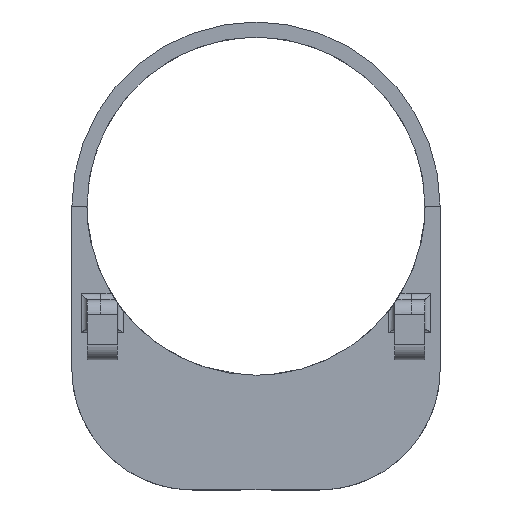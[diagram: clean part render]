
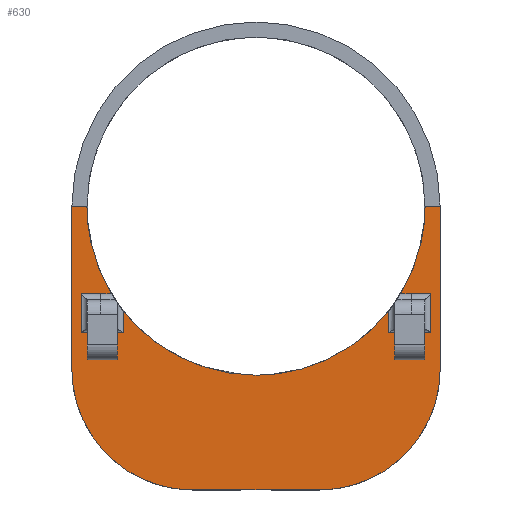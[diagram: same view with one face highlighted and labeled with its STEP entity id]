
A CAD part, top view. The second image highlights one B-rep face of the part: STEP entity #630.
In plain terms, the highlighted planar face has unit normal (0, -0.001, 1).
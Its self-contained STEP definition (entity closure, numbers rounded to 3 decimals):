
#32=CARTESIAN_POINT('',(-0.,-27.737,-1.217));
#33=VERTEX_POINT('',#32);
#42=CARTESIAN_POINT('',(21.952,-17.117,-1.206));
#43=VERTEX_POINT('',#42);
#44=CARTESIAN_POINT('',(0.,0.263,-1.188));
#45=DIRECTION('',(-0.,0.001,-1.));
#46=DIRECTION('',(0.,1.,0.001));
#47=AXIS2_PLACEMENT_3D('',#44,#45,#46);
#48=ELLIPSE('',#47,28.,28.);
#49=EDGE_CURVE('',#43,#33,#48,.T.);
#51=CARTESIAN_POINT('',(23.942,-14.255,-1.203));
#52=VERTEX_POINT('',#51);
#60=CARTESIAN_POINT('',(28.,0.271,-1.188));
#61=VERTEX_POINT('',#60);
#62=CARTESIAN_POINT('',(0.,0.263,-1.188));
#63=DIRECTION('',(-0.,-0.001,1.));
#64=DIRECTION('',(0.,1.,0.001));
#65=AXIS2_PLACEMENT_3D('',#62,#63,#64);
#66=ELLIPSE('',#65,28.,28.);
#67=EDGE_CURVE('',#52,#61,#66,.T.);
#86=CARTESIAN_POINT('',(-28.,0.271,-1.188));
#87=VERTEX_POINT('',#86);
#94=CARTESIAN_POINT('',(-23.942,-14.255,-1.203));
#95=VERTEX_POINT('',#94);
#96=CARTESIAN_POINT('',(0.,0.263,-1.188));
#97=DIRECTION('',(-0.,0.001,-1.));
#98=DIRECTION('',(0.,1.,0.001));
#99=AXIS2_PLACEMENT_3D('',#96,#97,#98);
#100=ELLIPSE('',#99,28.,28.);
#101=EDGE_CURVE('',#95,#87,#100,.T.);
#103=CARTESIAN_POINT('',(-21.952,-17.117,-1.206));
#104=VERTEX_POINT('',#103);
#112=CARTESIAN_POINT('',(0.,0.263,-1.188));
#113=DIRECTION('',(-0.,0.001,-1.));
#114=DIRECTION('',(0.,1.,0.001));
#115=AXIS2_PLACEMENT_3D('',#112,#113,#114);
#116=ELLIPSE('',#115,28.,28.);
#117=EDGE_CURVE('',#33,#104,#116,.T.);
#310=CARTESIAN_POINT('',(10.5,-46.737,-1.237));
#311=VERTEX_POINT('',#310);
#312=CARTESIAN_POINT('',(-10.5,-46.737,-1.237));
#313=VERTEX_POINT('',#312);
#314=CARTESIAN_POINT('',(10.5,-46.737,-1.237));
#315=DIRECTION('',(-1.,0.,0.));
#316=VECTOR('',#315,21.);
#317=LINE('',#314,#316);
#318=EDGE_CURVE('',#311,#313,#317,.T.);
#496=CARTESIAN_POINT('',(-46.5,-29.733,-1.219));
#497=DIRECTION('',(0.,-0.001,1.));
#498=DIRECTION('',(0.,-1.,-0.001));
#499=AXIS2_PLACEMENT_3D('',#496,#497,#498);
#500=PLANE('',#499);
#501=CARTESIAN_POINT('',(-30.5,0.271,-1.188));
#502=VERTEX_POINT('',#501);
#503=CARTESIAN_POINT('',(-30.5,-26.737,-1.216));
#504=VERTEX_POINT('',#503);
#505=CARTESIAN_POINT('',(-30.5,0.271,-1.188));
#506=DIRECTION('',(0.,-1.,-0.001));
#507=VECTOR('',#506,27.008);
#508=LINE('',#505,#507);
#509=EDGE_CURVE('',#502,#504,#508,.T.);
#510=ORIENTED_EDGE('',*,*,#509,.T.);
#511=CARTESIAN_POINT('',(-10.5,-26.737,-1.216));
#512=DIRECTION('',(0.,-0.001,1.));
#513=DIRECTION('',(0.,-1.,-0.001));
#514=AXIS2_PLACEMENT_3D('',#511,#512,#513);
#515=ELLIPSE('',#514,20.,20.);
#516=EDGE_CURVE('',#504,#313,#515,.T.);
#517=ORIENTED_EDGE('',*,*,#516,.T.);
#518=ORIENTED_EDGE('',*,*,#318,.F.);
#519=CARTESIAN_POINT('',(30.5,-26.737,-1.216));
#520=VERTEX_POINT('',#519);
#521=CARTESIAN_POINT('',(10.5,-26.737,-1.216));
#522=DIRECTION('',(0.,0.001,-1.));
#523=DIRECTION('',(0.,-1.,-0.001));
#524=AXIS2_PLACEMENT_3D('',#521,#522,#523);
#525=ELLIPSE('',#524,20.,20.);
#526=EDGE_CURVE('',#520,#311,#525,.T.);
#527=ORIENTED_EDGE('',*,*,#526,.F.);
#528=CARTESIAN_POINT('',(30.5,0.271,-1.188));
#529=VERTEX_POINT('',#528);
#530=CARTESIAN_POINT('',(30.5,0.271,-1.188));
#531=DIRECTION('',(0.,-1.,-0.001));
#532=VECTOR('',#531,27.008);
#533=LINE('',#530,#532);
#534=EDGE_CURVE('',#529,#520,#533,.T.);
#535=ORIENTED_EDGE('',*,*,#534,.F.);
#536=CARTESIAN_POINT('',(30.5,0.271,-1.188));
#537=DIRECTION('',(-1.,0.,0.));
#538=VECTOR('',#537,2.5);
#539=LINE('',#536,#538);
#540=EDGE_CURVE('',#529,#61,#539,.T.);
#541=ORIENTED_EDGE('',*,*,#540,.T.);
#542=ORIENTED_EDGE('',*,*,#67,.F.);
#543=CARTESIAN_POINT('',(25.764,-14.229,-1.203));
#544=VERTEX_POINT('',#543);
#545=CARTESIAN_POINT('',(25.764,-14.229,-1.203));
#546=DIRECTION('',(-1.,-0.014,0.));
#547=VECTOR('',#546,1.822);
#548=LINE('',#545,#547);
#549=EDGE_CURVE('',#544,#52,#548,.T.);
#550=ORIENTED_EDGE('',*,*,#549,.F.);
#551=CARTESIAN_POINT('',(28.952,-14.229,-1.203));
#552=VERTEX_POINT('',#551);
#553=CARTESIAN_POINT('',(28.952,-14.229,-1.203));
#554=DIRECTION('',(-1.,0.,0.));
#555=VECTOR('',#554,3.189);
#556=LINE('',#553,#555);
#557=EDGE_CURVE('',#552,#544,#556,.T.);
#558=ORIENTED_EDGE('',*,*,#557,.F.);
#559=CARTESIAN_POINT('',(28.952,-20.694,-1.209));
#560=VERTEX_POINT('',#559);
#561=CARTESIAN_POINT('',(28.952,-20.694,-1.209));
#562=DIRECTION('',(-0.,1.,0.001));
#563=VECTOR('',#562,6.465);
#564=LINE('',#561,#563);
#565=EDGE_CURVE('',#560,#552,#564,.T.);
#566=ORIENTED_EDGE('',*,*,#565,.F.);
#567=CARTESIAN_POINT('',(21.952,-20.694,-1.209));
#568=VERTEX_POINT('',#567);
#569=CARTESIAN_POINT('',(21.952,-20.694,-1.209));
#570=DIRECTION('',(1.,-0.,-0.));
#571=VECTOR('',#570,7.);
#572=LINE('',#569,#571);
#573=EDGE_CURVE('',#568,#560,#572,.T.);
#574=ORIENTED_EDGE('',*,*,#573,.F.);
#575=CARTESIAN_POINT('',(21.952,-17.117,-1.206));
#576=DIRECTION('',(0.,-1.,-0.001));
#577=VECTOR('',#576,3.576);
#578=LINE('',#575,#577);
#579=EDGE_CURVE('',#43,#568,#578,.T.);
#580=ORIENTED_EDGE('',*,*,#579,.F.);
#581=ORIENTED_EDGE('',*,*,#49,.T.);
#582=ORIENTED_EDGE('',*,*,#117,.T.);
#583=CARTESIAN_POINT('',(-21.952,-20.694,-1.209));
#584=VERTEX_POINT('',#583);
#585=CARTESIAN_POINT('',(-21.952,-17.117,-1.206));
#586=DIRECTION('',(-0.,-1.,-0.001));
#587=VECTOR('',#586,3.576);
#588=LINE('',#585,#587);
#589=EDGE_CURVE('',#104,#584,#588,.T.);
#590=ORIENTED_EDGE('',*,*,#589,.T.);
#591=CARTESIAN_POINT('',(-28.952,-20.694,-1.209));
#592=VERTEX_POINT('',#591);
#593=CARTESIAN_POINT('',(-21.952,-20.694,-1.209));
#594=DIRECTION('',(-1.,-0.,0.));
#595=VECTOR('',#594,7.);
#596=LINE('',#593,#595);
#597=EDGE_CURVE('',#584,#592,#596,.T.);
#598=ORIENTED_EDGE('',*,*,#597,.T.);
#599=CARTESIAN_POINT('',(-28.952,-14.229,-1.203));
#600=VERTEX_POINT('',#599);
#601=CARTESIAN_POINT('',(-28.952,-20.694,-1.209));
#602=DIRECTION('',(-0.,1.,0.001));
#603=VECTOR('',#602,6.465);
#604=LINE('',#601,#603);
#605=EDGE_CURVE('',#592,#600,#604,.T.);
#606=ORIENTED_EDGE('',*,*,#605,.T.);
#607=CARTESIAN_POINT('',(-25.764,-14.229,-1.203));
#608=VERTEX_POINT('',#607);
#609=CARTESIAN_POINT('',(-28.952,-14.229,-1.203));
#610=DIRECTION('',(1.,0.,0.));
#611=VECTOR('',#610,3.189);
#612=LINE('',#609,#611);
#613=EDGE_CURVE('',#600,#608,#612,.T.);
#614=ORIENTED_EDGE('',*,*,#613,.T.);
#615=CARTESIAN_POINT('',(-25.764,-14.229,-1.203));
#616=DIRECTION('',(1.,-0.014,0.));
#617=VECTOR('',#616,1.822);
#618=LINE('',#615,#617);
#619=EDGE_CURVE('',#608,#95,#618,.T.);
#620=ORIENTED_EDGE('',*,*,#619,.T.);
#621=ORIENTED_EDGE('',*,*,#101,.T.);
#622=CARTESIAN_POINT('',(-30.5,0.271,-1.188));
#623=DIRECTION('',(1.,0.,-0.));
#624=VECTOR('',#623,2.5);
#625=LINE('',#622,#624);
#626=EDGE_CURVE('',#502,#87,#625,.T.);
#627=ORIENTED_EDGE('',*,*,#626,.F.);
#628=EDGE_LOOP('',(#510,#517,#518,#527,#535,#541,#542,#550,#558,#566,#574,#580,#581,#582,#590,#598,#606,#614,#620,#621,#627));
#629=FACE_BOUND('',#628,.T.);
#630=ADVANCED_FACE('',(#629),#500,.T.);
